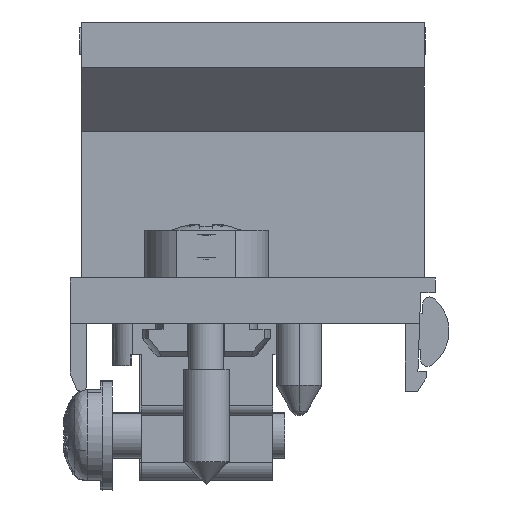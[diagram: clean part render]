
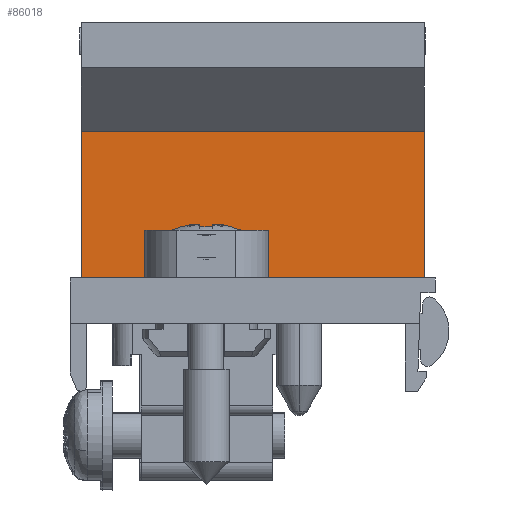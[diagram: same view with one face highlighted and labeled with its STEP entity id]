
A CAD part, front view. The second image highlights one B-rep face of the part: STEP entity #86018.
In plain terms, the highlighted planar face has unit normal (0, -1, 0).
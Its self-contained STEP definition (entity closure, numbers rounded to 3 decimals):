
#86018 = ADVANCED_FACE('',(#86019),#86053,.T.);
#86019 = FACE_BOUND('',#86020,.T.);
#86020 = EDGE_LOOP('',(#86021,#86031,#86039,#86047));
#86021 = ORIENTED_EDGE('',*,*,#86022,.T.);
#86022 = EDGE_CURVE('',#86023,#86025,#86027,.T.);
#86023 = VERTEX_POINT('',#86024);
#86024 = CARTESIAN_POINT('',(-6.85,7.7,10.5));
#86025 = VERTEX_POINT('',#86026);
#86026 = CARTESIAN_POINT('',(-6.85,7.7,2.5));
#86027 = LINE('',#86028,#86029);
#86028 = CARTESIAN_POINT('',(-6.85,7.7,10.5));
#86029 = VECTOR('',#86030,1.);
#86030 = DIRECTION('',(0.,0.,-1.));
#86031 = ORIENTED_EDGE('',*,*,#86032,.T.);
#86032 = EDGE_CURVE('',#86025,#86033,#86035,.T.);
#86033 = VERTEX_POINT('',#86034);
#86034 = CARTESIAN_POINT('',(11.93,7.7,2.5));
#86035 = LINE('',#86036,#86037);
#86036 = CARTESIAN_POINT('',(-6.85,7.7,2.5));
#86037 = VECTOR('',#86038,1.);
#86038 = DIRECTION('',(1.,0.,0.));
#86039 = ORIENTED_EDGE('',*,*,#86040,.T.);
#86040 = EDGE_CURVE('',#86033,#86041,#86043,.T.);
#86041 = VERTEX_POINT('',#86042);
#86042 = CARTESIAN_POINT('',(11.93,7.7,10.5));
#86043 = LINE('',#86044,#86045);
#86044 = CARTESIAN_POINT('',(11.93,7.7,2.5));
#86045 = VECTOR('',#86046,1.);
#86046 = DIRECTION('',(0.,0.,1.));
#86047 = ORIENTED_EDGE('',*,*,#86048,.T.);
#86048 = EDGE_CURVE('',#86041,#86023,#86049,.T.);
#86049 = LINE('',#86050,#86051);
#86050 = CARTESIAN_POINT('',(11.93,7.7,10.5));
#86051 = VECTOR('',#86052,1.);
#86052 = DIRECTION('',(-1.,0.,0.));
#86053 = PLANE('',#86054);
#86054 = AXIS2_PLACEMENT_3D('',#86055,#86056,#86057);
#86055 = CARTESIAN_POINT('',(0.,7.7,0.));
#86056 = DIRECTION('',(0.,-1.,0.));
#86057 = DIRECTION('',(0.,0.,-1.));
